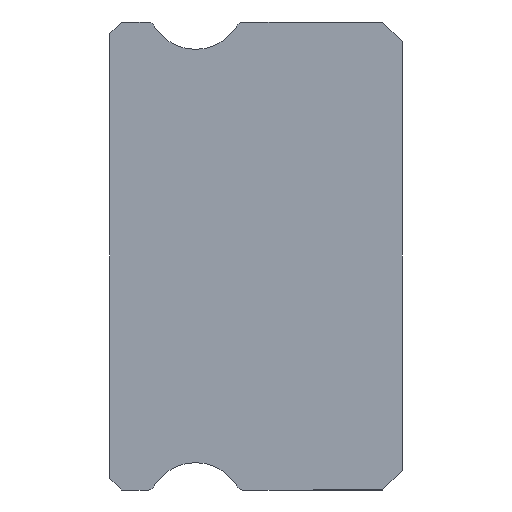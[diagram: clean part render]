
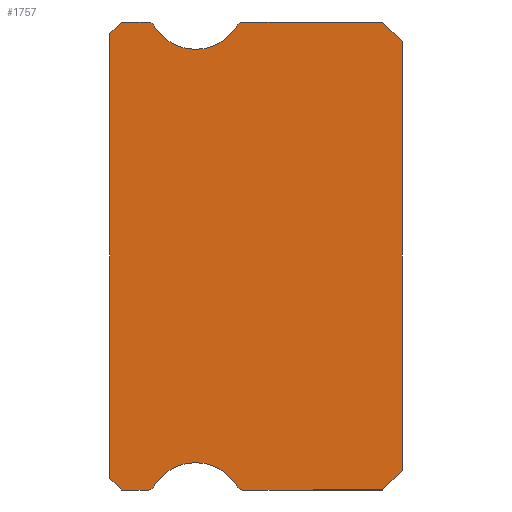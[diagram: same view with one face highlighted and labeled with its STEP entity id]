
A CAD part, left-side view. The second image highlights one B-rep face of the part: STEP entity #1757.
In plain terms, the highlighted planar face has unit normal (-1, 0, 0).
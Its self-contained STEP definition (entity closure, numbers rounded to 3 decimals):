
#11 = DIRECTION ( 'NONE',  ( 0., 0.707, -0.707 ) ) ;
#27 = LINE ( 'NONE', #1139, #2090 ) ;
#32 = AXIS2_PLACEMENT_3D ( 'NONE', #136, #2954, #3175 ) ;
#37 = VERTEX_POINT ( 'NONE', #626 ) ;
#68 = DIRECTION ( 'NONE',  ( 0., 0.707, -0.707 ) ) ;
#76 = FACE_OUTER_BOUND ( 'NONE', #375, .T. ) ;
#93 = CARTESIAN_POINT ( 'NONE',  ( -15., 6.512, 5.85 ) ) ;
#108 = DIRECTION ( 'NONE',  ( 0., -1., 0. ) ) ;
#127 = VECTOR ( 'NONE', #2693, 1000. ) ;
#136 = CARTESIAN_POINT ( 'NONE',  ( -15., 5.3, 6.55 ) ) ;
#168 = ORIENTED_EDGE ( 'NONE', *, *, #2289, .F. ) ;
#193 = EDGE_CURVE ( 'NONE', #2212, #1542, #594, .T. ) ;
#227 = CIRCLE ( 'NONE', #687, 0.15 ) ;
#267 = VERTEX_POINT ( 'NONE', #1349 ) ;
#301 = CARTESIAN_POINT ( 'NONE',  ( -15., 0.5, 6. ) ) ;
#352 = VERTEX_POINT ( 'NONE', #301 ) ;
#368 = PLANE ( 'NONE',  #3173 ) ;
#375 = EDGE_LOOP ( 'NONE', ( #3161, #168, #1192, #1244, #2763, #2234, #652, #1631, #3519, #875, #2171, #410, #1518, #782, #801, #3109, #3427 ) ) ;
#410 = ORIENTED_EDGE ( 'NONE', *, *, #2309, .F. ) ;
#432 = CARTESIAN_POINT ( 'NONE',  ( -15., 7.2, 6. ) ) ;
#454 = VECTOR ( 'NONE', #1686, 1000. ) ;
#503 = EDGE_CURVE ( 'NONE', #2858, #516, #2603, .T. ) ;
#516 = VERTEX_POINT ( 'NONE', #908 ) ;
#524 = CARTESIAN_POINT ( 'NONE',  ( -15., 7.5, 5.7 ) ) ;
#535 = EDGE_CURVE ( 'NONE', #2134, #267, #656, .T. ) ;
#540 = DIRECTION ( 'NONE',  ( 0., 0., -1. ) ) ;
#543 = CIRCLE ( 'NONE', #2574, 0.15 ) ;
#594 = CIRCLE ( 'NONE', #3037, 1.25 ) ;
#599 = VECTOR ( 'NONE', #68, 1000. ) ;
#602 = DIRECTION ( 'NONE',  ( 0., -0.707, -0.707 ) ) ;
#626 = CARTESIAN_POINT ( 'NONE',  ( -15., 6.383, 5.925 ) ) ;
#629 = AXIS2_PLACEMENT_3D ( 'NONE', #640, #3150, #2617 ) ;
#640 = CARTESIAN_POINT ( 'NONE',  ( -15., 5.3, -6.55 ) ) ;
#652 = ORIENTED_EDGE ( 'NONE', *, *, #3317, .F. ) ;
#656 = LINE ( 'NONE', #1768, #1262 ) ;
#687 = AXIS2_PLACEMENT_3D ( 'NONE', #2411, #2392, #1008 ) ;
#703 = EDGE_CURVE ( 'NONE', #2276, #2134, #2256, .T. ) ;
#717 = CARTESIAN_POINT ( 'NONE',  ( -15., 0., -5.5 ) ) ;
#739 = DIRECTION ( 'NONE',  ( 0., 0., -1. ) ) ;
#756 = CARTESIAN_POINT ( 'NONE',  ( -15., 6.512, 6. ) ) ;
#761 = VERTEX_POINT ( 'NONE', #3350 ) ;
#782 = ORIENTED_EDGE ( 'NONE', *, *, #193, .F. ) ;
#801 = ORIENTED_EDGE ( 'NONE', *, *, #2661, .F. ) ;
#832 = LINE ( 'NONE', #1942, #599 ) ;
#875 = ORIENTED_EDGE ( 'NONE', *, *, #1360, .T. ) ;
#908 = CARTESIAN_POINT ( 'NONE',  ( -15., 6.383, -5.925 ) ) ;
#988 = VERTEX_POINT ( 'NONE', #2976 ) ;
#994 = CIRCLE ( 'NONE', #1475, 0.15 ) ;
#1008 = DIRECTION ( 'NONE',  ( 0., 0., -1. ) ) ;
#1044 = VERTEX_POINT ( 'NONE', #717 ) ;
#1131 = CARTESIAN_POINT ( 'NONE',  ( -15., 7.2, -6. ) ) ;
#1132 = EDGE_CURVE ( 'NONE', #3438, #761, #2919, .T. ) ;
#1139 = CARTESIAN_POINT ( 'NONE',  ( -15., 0., 5.5 ) ) ;
#1149 = CARTESIAN_POINT ( 'NONE',  ( -15., 6.512, -6. ) ) ;
#1192 = ORIENTED_EDGE ( 'NONE', *, *, #703, .T. ) ;
#1223 = VECTOR ( 'NONE', #2496, 1000. ) ;
#1244 = ORIENTED_EDGE ( 'NONE', *, *, #535, .T. ) ;
#1257 = CARTESIAN_POINT ( 'NONE',  ( -15., 0., 5.5 ) ) ;
#1262 = VECTOR ( 'NONE', #108, 1000. ) ;
#1349 = CARTESIAN_POINT ( 'NONE',  ( -15., 6.512, -6. ) ) ;
#1360 = EDGE_CURVE ( 'NONE', #1044, #3102, #27, .T. ) ;
#1400 = DIRECTION ( 'NONE',  ( 1., 0., 0. ) ) ;
#1458 = VECTOR ( 'NONE', #3332, 1000. ) ;
#1475 = AXIS2_PLACEMENT_3D ( 'NONE', #3494, #2027, #3140 ) ;
#1518 = ORIENTED_EDGE ( 'NONE', *, *, #2181, .F. ) ;
#1542 = VERTEX_POINT ( 'NONE', #3572 ) ;
#1601 = LINE ( 'NONE', #756, #1458 ) ;
#1631 = ORIENTED_EDGE ( 'NONE', *, *, #2125, .F. ) ;
#1642 = LINE ( 'NONE', #1683, #1223 ) ;
#1660 = CARTESIAN_POINT ( 'NONE',  ( -15., 4.088, 6. ) ) ;
#1669 = CIRCLE ( 'NONE', #32, 1.25 ) ;
#1683 = CARTESIAN_POINT ( 'NONE',  ( -15., 7.5, 5.85 ) ) ;
#1686 = DIRECTION ( 'NONE',  ( 0., 1., 0. ) ) ;
#1698 = VECTOR ( 'NONE', #11, 1000. ) ;
#1757 = ADVANCED_FACE ( 'NONE', ( #76 ), #368, .F. ) ;
#1768 = CARTESIAN_POINT ( 'NONE',  ( -15., 6.512, -6. ) ) ;
#1866 = CARTESIAN_POINT ( 'NONE',  ( -15., 4.088, -5.85 ) ) ;
#1942 = CARTESIAN_POINT ( 'NONE',  ( -15., 0., -5.5 ) ) ;
#1957 = LINE ( 'NONE', #3068, #1698 ) ;
#2026 = AXIS2_PLACEMENT_3D ( 'NONE', #2447, #1400, #540 ) ;
#2027 = DIRECTION ( 'NONE',  ( 1., 0., 0. ) ) ;
#2060 = EDGE_CURVE ( 'NONE', #516, #267, #227, .T. ) ;
#2090 = VECTOR ( 'NONE', #2249, 1000. ) ;
#2120 = CARTESIAN_POINT ( 'NONE',  ( -15., 5.3, 6.55 ) ) ;
#2125 = EDGE_CURVE ( 'NONE', #988, #2198, #2516, .T. ) ;
#2130 = VECTOR ( 'NONE', #602, 1000. ) ;
#2131 = CARTESIAN_POINT ( 'NONE',  ( -15., 4.217, -5.925 ) ) ;
#2134 = VERTEX_POINT ( 'NONE', #1131 ) ;
#2152 = CARTESIAN_POINT ( 'NONE',  ( -15., 4.088, -6. ) ) ;
#2171 = ORIENTED_EDGE ( 'NONE', *, *, #3238, .F. ) ;
#2181 = EDGE_CURVE ( 'NONE', #1542, #2781, #3019, .T. ) ;
#2198 = VERTEX_POINT ( 'NONE', #2152 ) ;
#2200 = EDGE_CURVE ( 'NONE', #761, #2792, #1957, .T. ) ;
#2212 = VERTEX_POINT ( 'NONE', #3537 ) ;
#2234 = ORIENTED_EDGE ( 'NONE', *, *, #503, .F. ) ;
#2249 = DIRECTION ( 'NONE',  ( 0., 0., 1. ) ) ;
#2256 = LINE ( 'NONE', #3370, #2130 ) ;
#2276 = VERTEX_POINT ( 'NONE', #2740 ) ;
#2289 = EDGE_CURVE ( 'NONE', #2276, #2792, #1642, .T. ) ;
#2309 = EDGE_CURVE ( 'NONE', #2781, #352, #1601, .T. ) ;
#2392 = DIRECTION ( 'NONE',  ( 1., 0., 0. ) ) ;
#2393 = DIRECTION ( 'NONE',  ( -1., 0., 0. ) ) ;
#2411 = CARTESIAN_POINT ( 'NONE',  ( -15., 6.512, -5.85 ) ) ;
#2447 = CARTESIAN_POINT ( 'NONE',  ( -15., 4.088, 5.85 ) ) ;
#2496 = DIRECTION ( 'NONE',  ( 0., 0., 1. ) ) ;
#2516 = LINE ( 'NONE', #1149, #454 ) ;
#2574 = AXIS2_PLACEMENT_3D ( 'NONE', #1866, #3605, #3012 ) ;
#2603 = CIRCLE ( 'NONE', #629, 1.25 ) ;
#2617 = DIRECTION ( 'NONE',  ( 0., 0., -1. ) ) ;
#2644 = DIRECTION ( 'NONE',  ( 0., 1., 0. ) ) ;
#2661 = EDGE_CURVE ( 'NONE', #37, #2212, #1669, .T. ) ;
#2693 = DIRECTION ( 'NONE',  ( 0., -0.707, -0.707 ) ) ;
#2740 = CARTESIAN_POINT ( 'NONE',  ( -15., 7.5, -5.7 ) ) ;
#2763 = ORIENTED_EDGE ( 'NONE', *, *, #2060, .F. ) ;
#2781 = VERTEX_POINT ( 'NONE', #1660 ) ;
#2790 = DIRECTION ( 'NONE',  ( 1., 0., 0. ) ) ;
#2792 = VERTEX_POINT ( 'NONE', #524 ) ;
#2833 = VECTOR ( 'NONE', #2644, 1000. ) ;
#2858 = VERTEX_POINT ( 'NONE', #2131 ) ;
#2919 = LINE ( 'NONE', #432, #2833 ) ;
#2954 = DIRECTION ( 'NONE',  ( -1., 0., 0. ) ) ;
#2976 = CARTESIAN_POINT ( 'NONE',  ( -15., 0.5, -6. ) ) ;
#3004 = LINE ( 'NONE', #3280, #127 ) ;
#3012 = DIRECTION ( 'NONE',  ( 0., 0., -1. ) ) ;
#3019 = CIRCLE ( 'NONE', #2026, 0.15 ) ;
#3037 = AXIS2_PLACEMENT_3D ( 'NONE', #2120, #2393, #739 ) ;
#3068 = CARTESIAN_POINT ( 'NONE',  ( -15., 7.5, 5.7 ) ) ;
#3102 = VERTEX_POINT ( 'NONE', #1257 ) ;
#3109 = ORIENTED_EDGE ( 'NONE', *, *, #3112, .F. ) ;
#3112 = EDGE_CURVE ( 'NONE', #3438, #37, #994, .T. ) ;
#3140 = DIRECTION ( 'NONE',  ( 0., 0., -1. ) ) ;
#3150 = DIRECTION ( 'NONE',  ( -1., 0., 0. ) ) ;
#3161 = ORIENTED_EDGE ( 'NONE', *, *, #2200, .T. ) ;
#3173 = AXIS2_PLACEMENT_3D ( 'NONE', #93, #2790, #3374 ) ;
#3175 = DIRECTION ( 'NONE',  ( 0., 0., -1. ) ) ;
#3238 = EDGE_CURVE ( 'NONE', #352, #3102, #3004, .T. ) ;
#3248 = CARTESIAN_POINT ( 'NONE',  ( -15., 6.512, 6. ) ) ;
#3280 = CARTESIAN_POINT ( 'NONE',  ( -15., 0.5, 6. ) ) ;
#3317 = EDGE_CURVE ( 'NONE', #2198, #2858, #543, .T. ) ;
#3332 = DIRECTION ( 'NONE',  ( 0., -1., 0. ) ) ;
#3350 = CARTESIAN_POINT ( 'NONE',  ( -15., 7.2, 6. ) ) ;
#3370 = CARTESIAN_POINT ( 'NONE',  ( -15., 7.2, -6. ) ) ;
#3374 = DIRECTION ( 'NONE',  ( 0., 0., -1. ) ) ;
#3427 = ORIENTED_EDGE ( 'NONE', *, *, #1132, .T. ) ;
#3438 = VERTEX_POINT ( 'NONE', #3248 ) ;
#3465 = EDGE_CURVE ( 'NONE', #1044, #988, #832, .T. ) ;
#3494 = CARTESIAN_POINT ( 'NONE',  ( -15., 6.512, 5.85 ) ) ;
#3519 = ORIENTED_EDGE ( 'NONE', *, *, #3465, .F. ) ;
#3537 = CARTESIAN_POINT ( 'NONE',  ( -15., 5.3, 5.3 ) ) ;
#3572 = CARTESIAN_POINT ( 'NONE',  ( -15., 4.217, 5.925 ) ) ;
#3605 = DIRECTION ( 'NONE',  ( 1., 0., 0. ) ) ;
